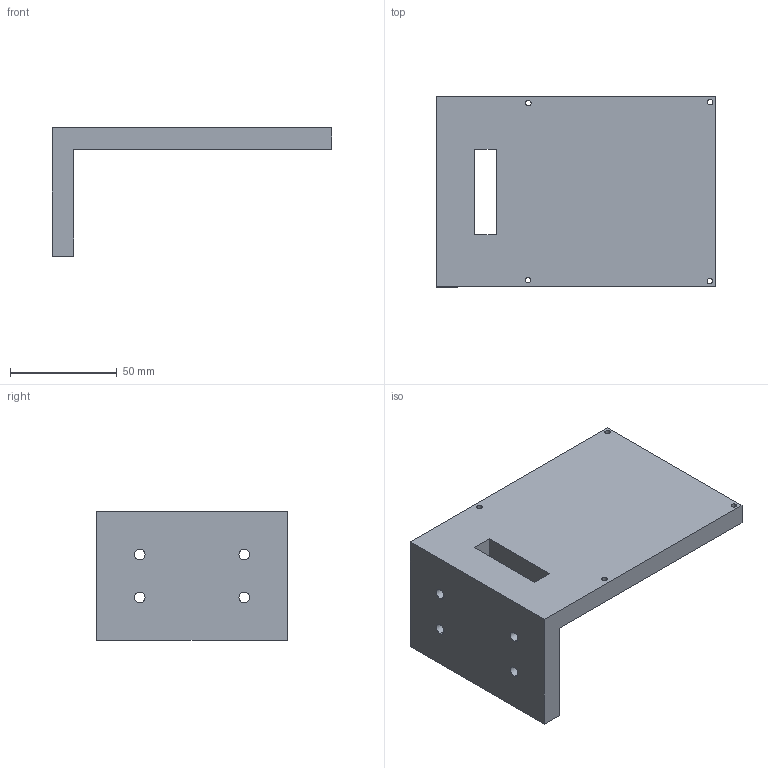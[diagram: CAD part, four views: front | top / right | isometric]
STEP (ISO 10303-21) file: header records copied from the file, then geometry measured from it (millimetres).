
FILE_DESCRIPTION (( 'STEP AP214' ), '1' );
FILE_NAME ('pcb_mount.STEP', '2025-05-15T19:03:57', ( '' ), ( '' ), 'SwSTEP 2.0', 'SolidWorks 2020', '' );
FILE_SCHEMA (( 'AUTOMOTIVE_DESIGN' ));
Length unit declared in the file: centimetre
Products named in the file (1): pcb_mount
Bounding box: 130.68 x 88.9 x 60 mm (x, y, z)
Volume: 155634.7 mm3; surface area: 38466 mm2
Topology: 1 solids, 1 shells, 28 faces, 78 edges, 52 vertices
Faces by surface type: cylinder 16, plane 12
Entity records: 984 total; most frequent: DIRECTION 168, CARTESIAN_POINT 159, ORIENTED_EDGE 156, EDGE_CURVE 78, AXIS2_PLACEMENT_3D 61, VERTEX_POINT 52, EDGE_LOOP 46, VECTOR 46
